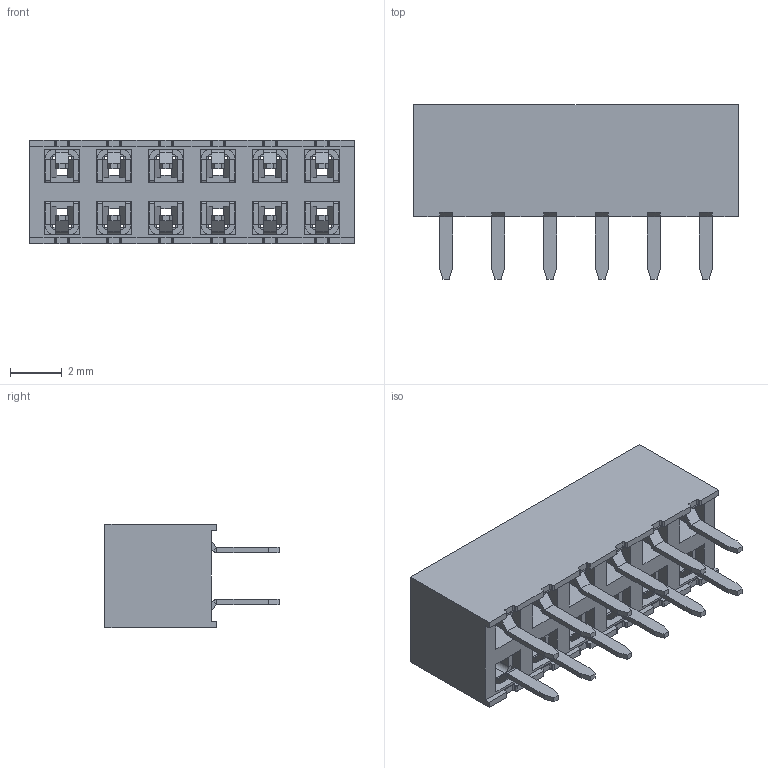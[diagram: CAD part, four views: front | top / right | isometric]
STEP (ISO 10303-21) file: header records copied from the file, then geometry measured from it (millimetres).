
FILE_DESCRIPTION((''),'2;1');
FILE_NAME('M22-7141042_ASM','2013-03-04T',('wbourne'),(''),'PRO/ENGINEER BY PARAMETRIC TECHNOLOGY CORPORATION, 2012230','PRO/ENGINEER BY PARAMETRIC TECHNOLOGY CORPORATION, 2012230','');
FILE_SCHEMA(('CONFIG_CONTROL_DESIGN'));
Length unit declared in the file: millimetre
Products named in the file (3): M22-71410_MOULD; M22-714_CONTACT; M22-7141042_ASM
Assembly tree (13 placements, depth 2):
  M22-7141042_ASM
    M22-71410_MOULD
    M22-714_CONTACT  x12
Bounding box: 12.5 x 6.7 x 4 mm (x, y, z)
Volume: 144 mm3; surface area: 745.7 mm2
Topology: 13 solids, 13 shells, 1318 faces, 3096 edges, 1816 vertices
Faces by surface type: plane 910, cylinder 408
Entity records: 13439 total; most frequent: CARTESIAN_POINT 1894, ORIENTED_EDGE 1792, DIRECTION 1764, PRESENTATION_STYLE_ASSIGNMENT 904, STYLED_ITEM 898, CURVE_STYLE 896, EDGE_CURVE 896, VECTOR 740
